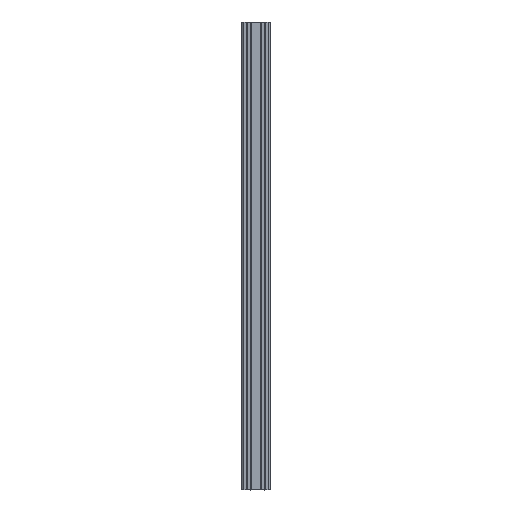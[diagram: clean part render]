
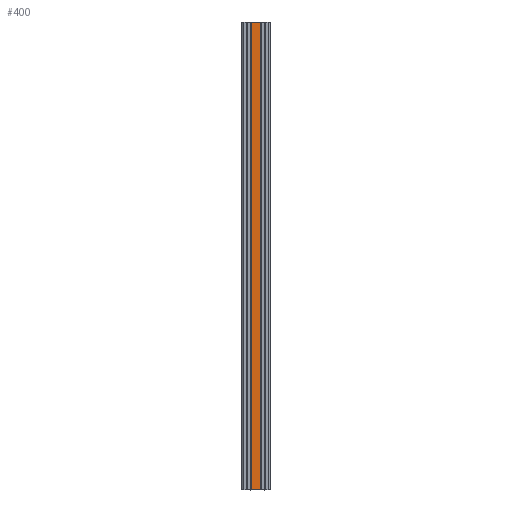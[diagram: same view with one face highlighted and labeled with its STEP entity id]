
A CAD part, front view. The second image highlights one B-rep face of the part: STEP entity #400.
In plain terms, the highlighted planar face has unit normal (0, -1, 0).
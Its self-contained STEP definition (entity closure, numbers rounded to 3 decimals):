
#400=ADVANCED_FACE('',(#2627),#2629,.F.);
#2627=FACE_BOUND('',#2628,.T.);
#2628=EDGE_LOOP('',(#4752,#4753,#4754,#4755));
#2629=PLANE('',#2630);
#2630=AXIS2_PLACEMENT_3D('',#2631,#2632,#2633);
#2631=CARTESIAN_POINT('',(-79.487,-60.,1000.));
#2632=DIRECTION('',(0.,1.,0.));
#2633=DIRECTION('',(-0.707,0.,0.707));
#4752=ORIENTED_EDGE('',*,*,#6158,.T.);
#4753=ORIENTED_EDGE('',*,*,#5663,.T.);
#4754=ORIENTED_EDGE('',*,*,#6159,.F.);
#4755=ORIENTED_EDGE('',*,*,#6031,.F.);
#5663=EDGE_CURVE('',#6466,#6464,#6467,.T.);
#6031=EDGE_CURVE('',#7192,#7194,#7195,.T.);
#6158=EDGE_CURVE('',#7192,#6466,#7399,.T.);
#6159=EDGE_CURVE('',#7194,#6464,#7400,.T.);
#6464=VERTEX_POINT('',#7831);
#6466=VERTEX_POINT('',#7836);
#6467=LINE('',#7837,#7838);
#7192=VERTEX_POINT('',#9428);
#7194=VERTEX_POINT('',#9433);
#7195=LINE('',#9434,#9435);
#7399=LINE('',#9926,#9927);
#7400=LINE('',#9929,#9930);
#7831=CARTESIAN_POINT('',(-39.787,-60.,0.));
#7836=CARTESIAN_POINT('',(-59.187,-60.,0.));
#7837=CARTESIAN_POINT('',(-59.187,-60.,0.));
#7838=VECTOR('',#7839,1.);
#7839=DIRECTION('',(1.,0.,0.));
#9428=CARTESIAN_POINT('',(-59.187,-60.,1000.));
#9433=CARTESIAN_POINT('',(-39.787,-60.,1000.));
#9434=CARTESIAN_POINT('',(-59.187,-60.,1000.));
#9435=VECTOR('',#9436,1.);
#9436=DIRECTION('',(1.,0.,0.));
#9926=CARTESIAN_POINT('',(-59.187,-60.,1000.));
#9927=VECTOR('',#9928,1.);
#9928=DIRECTION('',(0.,0.,-1.));
#9929=CARTESIAN_POINT('',(-39.787,-60.,1000.));
#9930=VECTOR('',#9931,1.);
#9931=DIRECTION('',(0.,0.,-1.));
